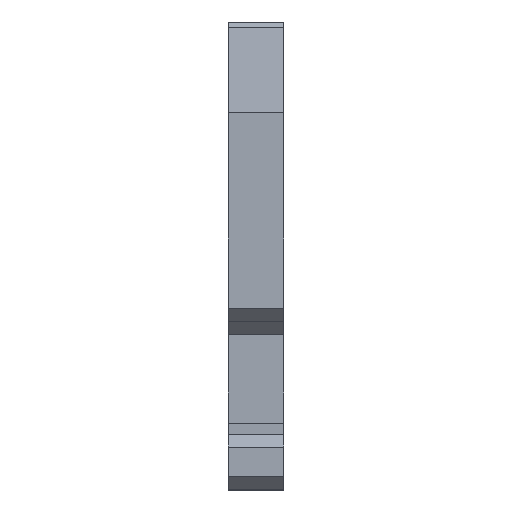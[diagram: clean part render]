
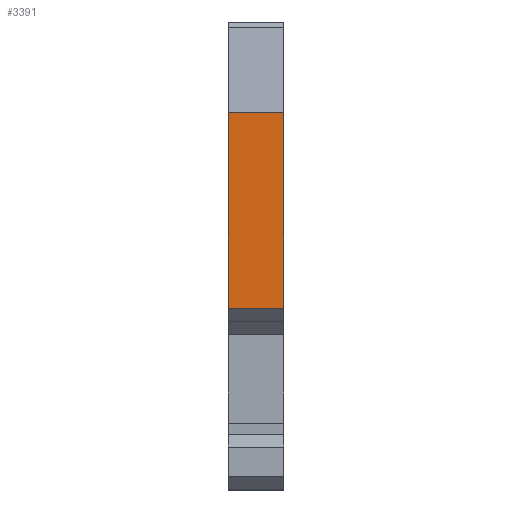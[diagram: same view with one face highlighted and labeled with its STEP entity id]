
A CAD part, left-side view. The second image highlights one B-rep face of the part: STEP entity #3391.
In plain terms, the highlighted free-form (B-spline) face has degree [1, 1] with [2, 2] control points.
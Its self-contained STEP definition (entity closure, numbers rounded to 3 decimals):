
#180=CARTESIAN_POINT('',(-47.63,1.,-16.426));
#181=VERTEX_POINT('',#180);
#182=CARTESIAN_POINT('',(-47.63,-3.2,-16.426));
#183=VERTEX_POINT('',#182);
#184=CARTESIAN_POINT('',(-47.63,1.,-16.426));
#185=CARTESIAN_POINT('',(-47.63,-3.2,-16.426));
#186=B_SPLINE_CURVE_WITH_KNOTS('',1,(#184,#185),.POLYLINE_FORM.,.F.,.U.,(2,2),(0.,1.),.UNSPECIFIED.);
#187=EDGE_CURVE('',#181,#183,#186,.T.);
#3108=CARTESIAN_POINT('',(-47.63,-3.2,-1.629));
#3109=VERTEX_POINT('',#3108);
#3115=CARTESIAN_POINT('',(-47.63,-3.2,-16.426));
#3116=CARTESIAN_POINT('',(-47.63,-3.2,-1.629));
#3117=B_SPLINE_CURVE_WITH_KNOTS('',1,(#3115,#3116),.POLYLINE_FORM.,.F.,.U.,(2,2),(0.,1.),.UNSPECIFIED.);
#3118=EDGE_CURVE('',#183,#3109,#3117,.T.);
#3205=CARTESIAN_POINT('',(-47.63,1.,-1.629));
#3206=VERTEX_POINT('',#3205);
#3207=CARTESIAN_POINT('',(-47.63,1.,-16.426));
#3208=CARTESIAN_POINT('',(-47.63,1.,-1.629));
#3209=B_SPLINE_CURVE_WITH_KNOTS('',1,(#3207,#3208),.POLYLINE_FORM.,.F.,.U.,(2,2),(0.,1.),.UNSPECIFIED.);
#3210=EDGE_CURVE('',#181,#3206,#3209,.T.);
#3376=CARTESIAN_POINT('',(-47.63,-3.326,-16.851));
#3377=CARTESIAN_POINT('',(-47.63,8.082,-16.851));
#3378=CARTESIAN_POINT('',(-47.63,-3.326,4.811));
#3379=CARTESIAN_POINT('',(-47.63,8.082,4.811));
#3380=B_SPLINE_SURFACE_WITH_KNOTS('',1,1,((#3376,#3377),(#3378,#3379)),.PLANE_SURF.,.F.,.F.,.U.,(2,2),(2,2),(0.,1.444),(0.,2.562),.UNSPECIFIED.);
#3381=ORIENTED_EDGE('',*,*,#187,.T.);
#3382=ORIENTED_EDGE('',*,*,#3118,.T.);
#3383=CARTESIAN_POINT('',(-47.63,1.,-1.629));
#3384=CARTESIAN_POINT('',(-47.63,-3.2,-1.629));
#3385=B_SPLINE_CURVE_WITH_KNOTS('',1,(#3383,#3384),.POLYLINE_FORM.,.F.,.U.,(2,2),(0.75,0.813),.UNSPECIFIED.);
#3386=EDGE_CURVE('',#3206,#3109,#3385,.T.);
#3387=ORIENTED_EDGE('',*,*,#3386,.F.);
#3388=ORIENTED_EDGE('',*,*,#3210,.F.);
#3389=EDGE_LOOP('',(#3381,#3382,#3387,#3388));
#3390=FACE_OUTER_BOUND('',#3389,.T.);
#3391=ADVANCED_FACE('',(#3390),#3380,.T.);
